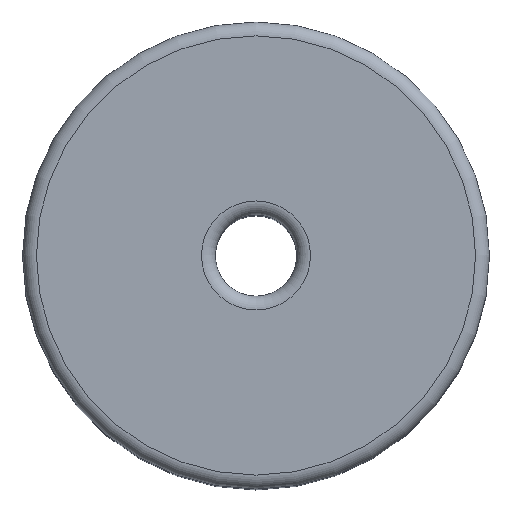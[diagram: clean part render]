
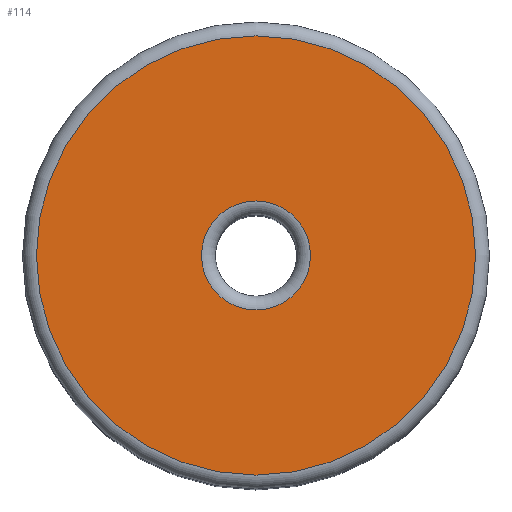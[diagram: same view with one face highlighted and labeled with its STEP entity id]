
A CAD part, top view. The second image highlights one B-rep face of the part: STEP entity #114.
In plain terms, the highlighted planar face has unit normal (0, 0, 1).
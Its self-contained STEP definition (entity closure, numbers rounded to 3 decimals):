
#13=DIRECTION('',(0.,0.,1.));
#34=DIRECTION('',(1.,0.,0.));
#64=DIRECTION('',(0.,0.,-1.));
#70=VERTEX_POINT('',#71);
#71=CARTESIAN_POINT('',(13.615,0.,21.44));
#77=ORIENTED_EDGE('',*,*,#78,.F.);
#78=EDGE_CURVE('',#70,#70,#79,.T.);
#79=CIRCLE('',#80,7.9);
#80=AXIS2_PLACEMENT_3D('',#81,#13,#34);
#81=CARTESIAN_POINT('',(5.715,0.,21.44));
#113=DIRECTION('',(-1.,0.,0.));
#114=ADVANCED_FACE('',(#115,#122),#124,.F.);
#115=FACE_BOUND('',#116,.F.);
#116=EDGE_LOOP('',(#117));
#117=ORIENTED_EDGE('',*,*,#118,.T.);
#118=EDGE_CURVE('',#119,#119,#121,.T.);
#119=VERTEX_POINT('',#120);
#120=CARTESIAN_POINT('',(7.675,0.,21.44));
#121=CIRCLE('',#80,1.96);
#122=FACE_BOUND('',#123,.F.);
#123=EDGE_LOOP('',(#77));
#124=PLANE('',#125);
#125=AXIS2_PLACEMENT_3D('',#126,#64,#113);
#126=CARTESIAN_POINT('',(14.115,0.,21.44));
